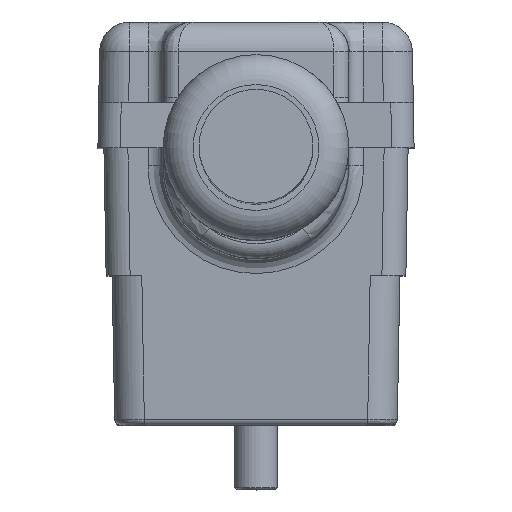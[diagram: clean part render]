
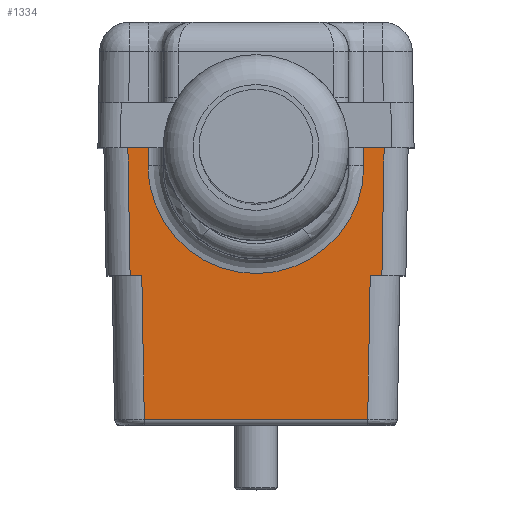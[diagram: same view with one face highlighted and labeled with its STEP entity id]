
A CAD part, top view. The second image highlights one B-rep face of the part: STEP entity #1334.
In plain terms, the highlighted planar face has unit normal (0, -0.018, 1).
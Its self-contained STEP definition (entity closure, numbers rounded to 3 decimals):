
#126=ELLIPSE('',#4014,7.201,7.2);
#158=PLANE('',#4015);
#295=FACE_OUTER_BOUND('',#1606,.T.);
#532=LINE('',#5470,#934);
#533=LINE('',#5473,#935);
#534=LINE('',#5475,#936);
#535=LINE('',#5477,#937);
#536=LINE('',#5479,#938);
#537=LINE('',#5481,#939);
#538=LINE('',#5483,#940);
#539=LINE('',#5485,#941);
#540=LINE('',#5486,#942);
#541=LINE('',#5490,#943);
#542=LINE('',#5491,#944);
#543=LINE('',#5493,#945);
#544=LINE('',#5495,#946);
#545=LINE('',#5497,#947);
#546=LINE('',#5499,#948);
#934=VECTOR('',#4367,1.);
#935=VECTOR('',#4368,1.);
#936=VECTOR('',#4369,1.);
#937=VECTOR('',#4370,1.);
#938=VECTOR('',#4371,1.);
#939=VECTOR('',#4372,1.);
#940=VECTOR('',#4373,1.);
#941=VECTOR('',#4374,1.);
#942=VECTOR('',#4375,1.);
#943=VECTOR('',#4378,1.);
#944=VECTOR('',#4379,1.);
#945=VECTOR('',#4380,1.);
#946=VECTOR('',#4381,1.);
#947=VECTOR('',#4382,1.);
#948=VECTOR('',#4383,1.);
#1334=ADVANCED_FACE('',(#295),#158,.T.);
#1606=EDGE_LOOP('',(#1863,#1864,#1865,#1866,#1867,#1868,#1869,#1870,#1871,
#1872,#1873,#1874,#1875,#1876,#1877,#1878));
#1863=ORIENTED_EDGE('',*,*,#3358,.T.);
#1864=ORIENTED_EDGE('',*,*,#3359,.T.);
#1865=ORIENTED_EDGE('',*,*,#3360,.T.);
#1866=ORIENTED_EDGE('',*,*,#3361,.F.);
#1867=ORIENTED_EDGE('',*,*,#3362,.T.);
#1868=ORIENTED_EDGE('',*,*,#3363,.T.);
#1869=ORIENTED_EDGE('',*,*,#3364,.F.);
#1870=ORIENTED_EDGE('',*,*,#3365,.T.);
#1871=ORIENTED_EDGE('',*,*,#3366,.T.);
#1872=ORIENTED_EDGE('',*,*,#3367,.T.);
#1873=ORIENTED_EDGE('',*,*,#3368,.T.);
#1874=ORIENTED_EDGE('',*,*,#3369,.T.);
#1875=ORIENTED_EDGE('',*,*,#3370,.T.);
#1876=ORIENTED_EDGE('',*,*,#3371,.T.);
#1877=ORIENTED_EDGE('',*,*,#3372,.T.);
#1878=ORIENTED_EDGE('',*,*,#3373,.F.);
#2988=VERTEX_POINT('',#5453);
#2990=VERTEX_POINT('',#5458);
#2993=VERTEX_POINT('',#5471);
#2994=VERTEX_POINT('',#5472);
#2995=VERTEX_POINT('',#5474);
#2996=VERTEX_POINT('',#5476);
#2997=VERTEX_POINT('',#5478);
#2998=VERTEX_POINT('',#5480);
#2999=VERTEX_POINT('',#5482);
#3000=VERTEX_POINT('',#5484);
#3001=VERTEX_POINT('',#5487);
#3002=VERTEX_POINT('',#5489);
#3003=VERTEX_POINT('',#5492);
#3004=VERTEX_POINT('',#5494);
#3005=VERTEX_POINT('',#5496);
#3006=VERTEX_POINT('',#5498);
#3358=EDGE_CURVE('',#2993,#2994,#532,.T.);
#3359=EDGE_CURVE('',#2994,#2995,#533,.T.);
#3360=EDGE_CURVE('',#2995,#2996,#534,.T.);
#3361=EDGE_CURVE('',#2997,#2996,#535,.T.);
#3362=EDGE_CURVE('',#2997,#2998,#536,.T.);
#3363=EDGE_CURVE('',#2998,#2999,#537,.T.);
#3364=EDGE_CURVE('',#3000,#2999,#538,.T.);
#3365=EDGE_CURVE('',#3000,#2990,#539,.T.);
#3366=EDGE_CURVE('',#2990,#3001,#540,.T.);
#3367=EDGE_CURVE('',#3001,#3002,#126,.T.);
#3368=EDGE_CURVE('',#3002,#2988,#541,.T.);
#3369=EDGE_CURVE('',#2988,#3003,#542,.T.);
#3370=EDGE_CURVE('',#3003,#3004,#543,.T.);
#3371=EDGE_CURVE('',#3004,#3005,#544,.T.);
#3372=EDGE_CURVE('',#3005,#3006,#545,.T.);
#3373=EDGE_CURVE('',#2993,#3006,#546,.T.);
#4014=AXIS2_PLACEMENT_3D('',#5488,#4376,#4377);
#4015=AXIS2_PLACEMENT_3D('',#5500,#4384,#4385);
#4367=DIRECTION('',(0.017,-1.,-0.017));
#4368=DIRECTION('',(1.,0.,0.));
#4369=DIRECTION('',(0.017,1.,0.017));
#4370=DIRECTION('',(-1.,0.,0.));
#4371=DIRECTION('',(0.017,1.,0.017));
#4372=DIRECTION('',(1.,0.,0.));
#4373=DIRECTION('',(0.,-1.,-0.017));
#4374=DIRECTION('',(-1.,0.,0.));
#4375=DIRECTION('',(0.,-1.,-0.017));
#4376=DIRECTION('',(0.,0.017,-1.));
#4377=DIRECTION('',(0.,1.,0.017));
#4378=DIRECTION('',(0.,1.,0.017));
#4379=DIRECTION('',(-1.,0.,0.));
#4380=DIRECTION('',(0.,-1.,-0.017));
#4381=DIRECTION('',(1.,0.,0.));
#4382=DIRECTION('',(0.017,-1.,-0.017));
#4383=DIRECTION('',(-1.,0.,0.));
#4384=DIRECTION('',(0.,-0.017,1.));
#4385=DIRECTION('',(-1.,0.,0.));
#5453=CARTESIAN_POINT('',(-7.2,1.5,-5.574));
#5458=CARTESIAN_POINT('',(7.2,1.5,-5.574));
#5470=CARTESIAN_POINT('',(-7.448,-18.465,-5.922));
#5471=CARTESIAN_POINT('',(-7.622,-8.5,-5.748));
#5472=CARTESIAN_POINT('',(-7.454,-18.107,-5.916));
#5473=CARTESIAN_POINT('',(0.,-18.107,-5.916));
#5474=CARTESIAN_POINT('',(7.454,-18.107,-5.916));
#5475=CARTESIAN_POINT('',(7.622,-8.465,-5.748));
#5476=CARTESIAN_POINT('',(7.622,-8.5,-5.748));
#5477=CARTESIAN_POINT('',(0.,-8.5,-5.748));
#5478=CARTESIAN_POINT('',(8.402,-8.5,-5.748));
#5479=CARTESIAN_POINT('',(8.551,0.028,-5.6));
#5480=CARTESIAN_POINT('',(8.55,0.,-5.6));
#5481=CARTESIAN_POINT('',(10.15,0.,-5.6));
#5482=CARTESIAN_POINT('',(9.05,0.,-5.6));
#5483=CARTESIAN_POINT('',(9.05,-1.2,-5.621));
#5484=CARTESIAN_POINT('',(9.05,1.5,-5.574));
#5485=CARTESIAN_POINT('',(0.,1.5,-5.574));
#5486=CARTESIAN_POINT('',(7.2,-1.182,-5.621));
#5487=CARTESIAN_POINT('',(7.2,-1.183,-5.621));
#5488=CARTESIAN_POINT('',(0.,-1.183,-5.621));
#5489=CARTESIAN_POINT('',(-7.2,-1.183,-5.621));
#5490=CARTESIAN_POINT('',(-7.2,7.216,-5.474));
#5491=CARTESIAN_POINT('',(0.,1.5,-5.574));
#5492=CARTESIAN_POINT('',(-9.05,1.5,-5.574));
#5493=CARTESIAN_POINT('',(-9.05,2.999,-5.548));
#5494=CARTESIAN_POINT('',(-9.05,0.,-5.6));
#5495=CARTESIAN_POINT('',(-10.55,0.,-5.6));
#5496=CARTESIAN_POINT('',(-8.55,0.,-5.6));
#5497=CARTESIAN_POINT('',(-8.402,-8.472,-5.748));
#5498=CARTESIAN_POINT('',(-8.402,-8.5,-5.748));
#5499=CARTESIAN_POINT('',(0.,-8.5,-5.748));
#5500=CARTESIAN_POINT('',(0.,-1.2,-5.621));
